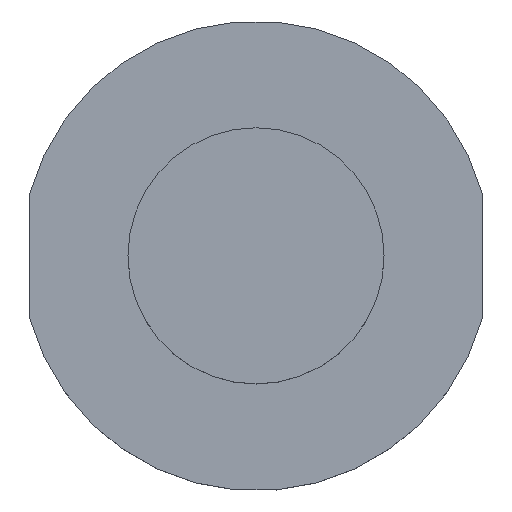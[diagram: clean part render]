
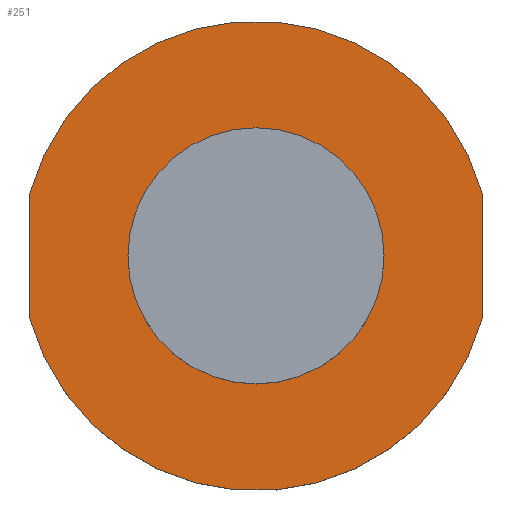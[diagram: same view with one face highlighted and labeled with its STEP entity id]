
A CAD part, top view. The second image highlights one B-rep face of the part: STEP entity #251.
In plain terms, the highlighted planar face has unit normal (0, 0, 1).
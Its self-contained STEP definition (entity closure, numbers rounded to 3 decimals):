
#203=EDGE_CURVE('240[2]',#405,#492,#493,.T.);
#251=ADVANCED_FACE('240[2]',(#560,#561),#562,.F.);
#291=EDGE_CURVE('240[2]',#610,#537,#611,.T.);
#314=EDGE_CURVE('240[2]',#639,#639,#640,.T.);
#324=EDGE_CURVE('240[2]',#492,#610,#652,.T.);
#346=EDGE_CURVE('240[2]',#537,#405,#680,.T.);
#405=VERTEX_POINT('',#757);
#492=VERTEX_POINT('',#900);
#493=LINE('',#901,#902);
#537=VERTEX_POINT('',#963);
#560=FACE_OUTER_BOUND('',#995,.T.);
#561=FACE_BOUND('',#996,.T.);
#562=PLANE('',#997);
#610=VERTEX_POINT('',#1093);
#611=LINE('',#1094,#1095);
#639=VERTEX_POINT('',#1162);
#640=CIRCLE('',#1163,15.0);
#652=CIRCLE('',#1180,27.5);
#680=CIRCLE('',#1232,27.5);
#757=CARTESIAN_POINT('',(26.5,7.348,0.));
#900=CARTESIAN_POINT('',(26.5,-7.348,0.));
#901=CARTESIAN_POINT('',(26.5,7.348,0.));
#902=VECTOR('',#1398,14.697);
#963=CARTESIAN_POINT('',(-26.5,7.348,0.));
#995=EDGE_LOOP('',(#1485,#1486,#1487,#1488));
#996=EDGE_LOOP('',(#1489));
#997=AXIS2_PLACEMENT_3D('',#1490,#1491,#1492);
#1093=CARTESIAN_POINT('',(-26.5,-7.348,0.));
#1094=CARTESIAN_POINT('',(-26.5,-7.348,0.));
#1095=VECTOR('',#1550,14.697);
#1162=CARTESIAN_POINT('',(-15.0,0.,0.));
#1163=AXIS2_PLACEMENT_3D('',#1583,#1584,#1585);
#1180=AXIS2_PLACEMENT_3D('',#1603,#1604,#1605);
#1232=AXIS2_PLACEMENT_3D('',#1639,#1640,#1641);
#1398=DIRECTION('',(0.,-1.0,0.));
#1485=ORIENTED_EDGE('',*,*,#291,.F.);
#1486=ORIENTED_EDGE('',*,*,#324,.F.);
#1487=ORIENTED_EDGE('',*,*,#203,.F.);
#1488=ORIENTED_EDGE('',*,*,#346,.F.);
#1489=ORIENTED_EDGE('',*,*,#314,.T.);
#1490=CARTESIAN_POINT('',(0.,0.,0.));
#1491=DIRECTION('',(0.,0.,-1.0));
#1492=DIRECTION('',(-1.0,0.,0.));
#1550=DIRECTION('',(0.,1.0,0.));
#1583=CARTESIAN_POINT('',(0.0,0.0,0.0));
#1584=DIRECTION('',(0.,0.,-1.0));
#1585=DIRECTION('',(1.0,0.,0.));
#1603=CARTESIAN_POINT('',(0.,0.,0.));
#1604=DIRECTION('',(0.,0.,-1.0));
#1605=DIRECTION('',(0.964,-0.267,0.));
#1639=CARTESIAN_POINT('',(0.,0.,0.));
#1640=DIRECTION('',(0.,0.,-1.0));
#1641=DIRECTION('',(-0.964,0.267,0.));
